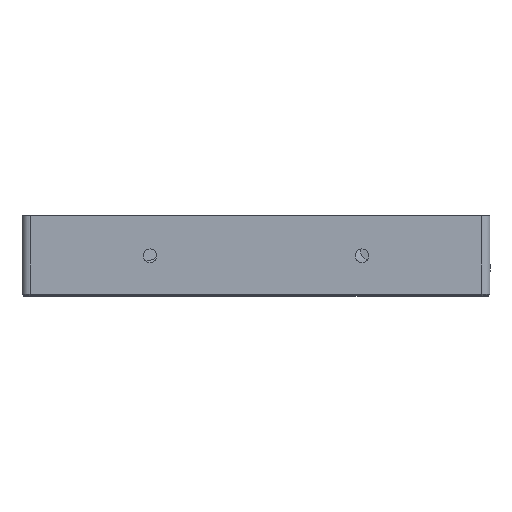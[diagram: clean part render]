
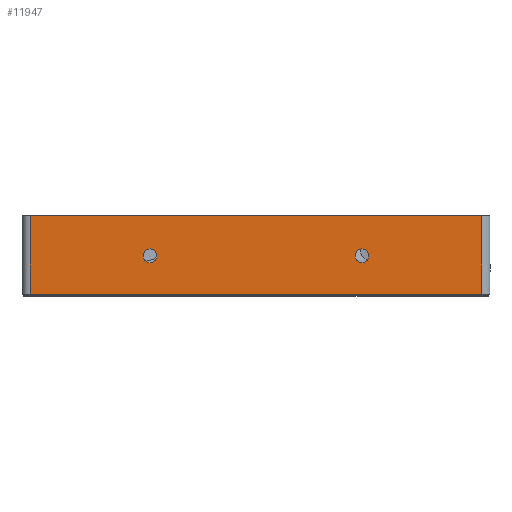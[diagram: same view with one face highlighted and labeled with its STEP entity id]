
A CAD part, top view. The second image highlights one B-rep face of the part: STEP entity #11947.
In plain terms, the highlighted planar face has unit normal (0, 0, 1).
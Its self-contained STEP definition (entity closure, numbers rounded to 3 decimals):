
#147=CIRCLE('',#12381,1.7);
#148=CIRCLE('',#12382,1.7);
#549=FACE_BOUND('',#1655,.T.);
#550=FACE_BOUND('',#1656,.T.);
#1020=FACE_OUTER_BOUND('',#1654,.T.);
#1654=EDGE_LOOP('',(#9655,#9656,#9657,#9658));
#1655=EDGE_LOOP('',(#9659));
#1656=EDGE_LOOP('',(#9660));
#2685=LINE('',#21034,#3773);
#2686=LINE('',#21036,#3774);
#2687=LINE('',#21038,#3775);
#2688=LINE('',#21039,#3776);
#3773=VECTOR('',#13998,10.);
#3774=VECTOR('',#13999,10.);
#3775=VECTOR('',#14000,10.);
#3776=VECTOR('',#14001,10.);
#5404=VERTEX_POINT('',#21032);
#5405=VERTEX_POINT('',#21033);
#5406=VERTEX_POINT('',#21035);
#5407=VERTEX_POINT('',#21037);
#5408=VERTEX_POINT('',#21040);
#5409=VERTEX_POINT('',#21042);
#6991=EDGE_CURVE('',#5404,#5405,#2685,.T.);
#6992=EDGE_CURVE('',#5406,#5404,#2686,.T.);
#6993=EDGE_CURVE('',#5407,#5406,#2687,.T.);
#6994=EDGE_CURVE('',#5407,#5405,#2688,.T.);
#6995=EDGE_CURVE('',#5408,#5408,#147,.T.);
#6996=EDGE_CURVE('',#5409,#5409,#148,.T.);
#9655=ORIENTED_EDGE('',*,*,#6991,.F.);
#9656=ORIENTED_EDGE('',*,*,#6992,.F.);
#9657=ORIENTED_EDGE('',*,*,#6993,.F.);
#9658=ORIENTED_EDGE('',*,*,#6994,.T.);
#9659=ORIENTED_EDGE('',*,*,#6995,.T.);
#9660=ORIENTED_EDGE('',*,*,#6996,.T.);
#11437=PLANE('',#12380);
#11947=ADVANCED_FACE('',(#1020,#549,#550),#11437,.F.);
#12380=AXIS2_PLACEMENT_3D('',#21031,#13996,#13997);
#12381=AXIS2_PLACEMENT_3D('',#21041,#14002,#14003);
#12382=AXIS2_PLACEMENT_3D('',#21043,#14004,#14005);
#13996=DIRECTION('center_axis',(0.,0.,
-1.));
#13997=DIRECTION('ref_axis',(1.,0.,0.));
#13998=DIRECTION('',(1.,0.,0.));
#13999=DIRECTION('',(0.,1.,0.));
#14000=DIRECTION('',(-1.,0.,0.));
#14001=DIRECTION('',(0.,1.,0.));
#14002=DIRECTION('center_axis',(0.,0.,
-1.));
#14003=DIRECTION('ref_axis',(-1.,0.,0.));
#14004=DIRECTION('center_axis',(0.,0.,
-1.));
#14005=DIRECTION('ref_axis',(-1.,0.,0.));
#21031=CARTESIAN_POINT('Origin',(68.5,372.,-58.096));
#21032=CARTESIAN_POINT('',(70.5,372.,-58.096));
#21033=CARTESIAN_POINT('',(183.5,372.,-58.096));
#21034=CARTESIAN_POINT('',(97.75,372.,-58.096));
#21035=CARTESIAN_POINT('',(70.5,352.4,-58.096));
#21036=CARTESIAN_POINT('',(70.5,372.,-58.096));
#21037=CARTESIAN_POINT('',(183.5,352.4,-58.096));
#21038=CARTESIAN_POINT('',(97.75,352.4,-58.096));
#21039=CARTESIAN_POINT('',(183.5,372.,-58.096));
#21040=CARTESIAN_POINT('',(102.2,362.,-58.096));
#21041=CARTESIAN_POINT('Origin',(100.5,362.,-58.096));
#21042=CARTESIAN_POINT('',(155.2,362.,-58.096));
#21043=CARTESIAN_POINT('Origin',(153.5,362.,-58.096));
